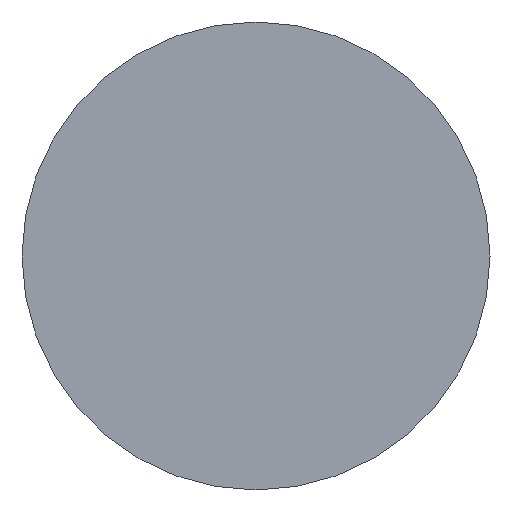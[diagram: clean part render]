
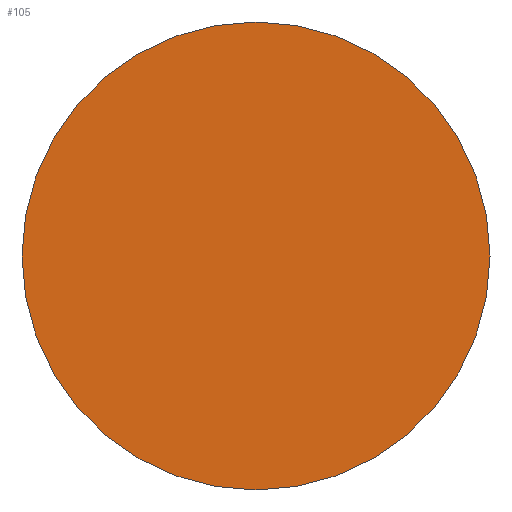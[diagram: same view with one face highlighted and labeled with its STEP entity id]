
A CAD part, front view. The second image highlights one B-rep face of the part: STEP entity #105.
In plain terms, the highlighted planar face has unit normal (0, -1, 0).
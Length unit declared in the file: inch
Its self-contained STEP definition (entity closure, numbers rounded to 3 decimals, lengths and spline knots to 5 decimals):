
#9 = PLANE ( 'NONE',  #452 ) ;
#16 = EDGE_LOOP ( 'NONE', ( #134, #195 ) ) ;
#27 = AXIS2_PLACEMENT_3D ( 'NONE', #93, #418, #349 ) ;
#40 = DIRECTION ( 'NONE',  ( 0., 0., -1. ) ) ;
#56 = CIRCLE ( 'NONE', #253, 0.375 ) ;
#66 = CIRCLE ( 'NONE', #27, 0.375 ) ;
#77 = FACE_OUTER_BOUND ( 'NONE', #16, .T. ) ;
#84 = EDGE_CURVE ( 'NONE', #207, #235, #56, .T. ) ;
#93 = CARTESIAN_POINT ( 'NONE',  ( 0., 0., 0. ) ) ;
#105 = ADVANCED_FACE ( 'NONE', ( #77 ), #9, .T. ) ;
#134 = ORIENTED_EDGE ( 'NONE', *, *, #84, .T. ) ;
#143 = CARTESIAN_POINT ( 'NONE',  ( 0., 0., -0.375 ) ) ;
#187 = CARTESIAN_POINT ( 'NONE',  ( 0., 0., 0.375 ) ) ;
#195 = ORIENTED_EDGE ( 'NONE', *, *, #289, .T. ) ;
#207 = VERTEX_POINT ( 'NONE', #143 ) ;
#235 = VERTEX_POINT ( 'NONE', #187 ) ;
#241 = CARTESIAN_POINT ( 'NONE',  ( 0., 0., 0. ) ) ;
#253 = AXIS2_PLACEMENT_3D ( 'NONE', #241, #269, #40 ) ;
#269 = DIRECTION ( 'NONE',  ( 0., -1., 0. ) ) ;
#273 = DIRECTION ( 'NONE',  ( 0., 0., -1. ) ) ;
#289 = EDGE_CURVE ( 'NONE', #235, #207, #66, .T. ) ;
#307 = CARTESIAN_POINT ( 'NONE',  ( 0., 0., 0. ) ) ;
#347 = DIRECTION ( 'NONE',  ( 0., -1., 0. ) ) ;
#349 = DIRECTION ( 'NONE',  ( 0., 0., -1. ) ) ;
#418 = DIRECTION ( 'NONE',  ( 0., -1., 0. ) ) ;
#452 = AXIS2_PLACEMENT_3D ( 'NONE', #307, #347, #273 ) ;
